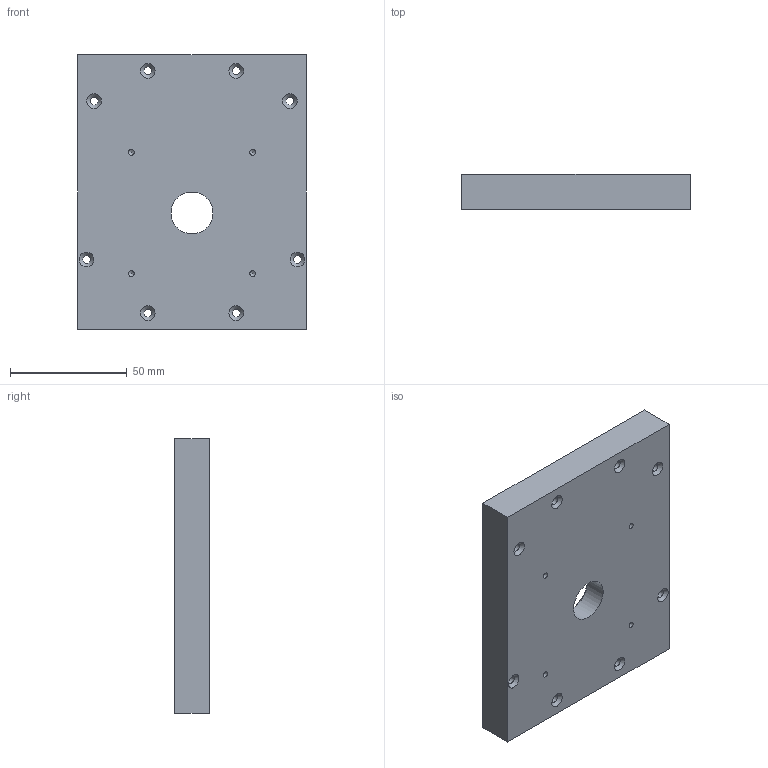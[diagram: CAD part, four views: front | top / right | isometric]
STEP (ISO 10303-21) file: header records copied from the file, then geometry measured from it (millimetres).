
FILE_DESCRIPTION(/* description */ (''),/* implementation_level */ '2;1');
FILE_NAME(/* name */ 'coque haute.stp',/* time_stamp */ '2018-07-11T17:26:16+02:00',/* author */ ('Piigle'),/* organization */ (''),/* preprocessor_version */ 'ST-DEVELOPER v16.5',/* originating_system */ 'Autodesk Inventor 2017',/* authorisation */ '');
FILE_SCHEMA (('AUTOMOTIVE_DESIGN { 1 0 10303 214 3 1 1 }'));
Length unit declared in the file: millimetre
Products named in the file (1): coque haute
Bounding box: 98 x 15 x 118 mm (x, y, z)
Volume: 144259.1 mm3; surface area: 32498.7 mm2
Topology: 1 solids, 1 shells, 63 faces, 169 edges, 108 vertices
Faces by surface type: cylinder 24, plane 24, cone 13, torus 2
Full cylindrical faces by diameter (mm): 2.459 x4, 3.4 x8, 18 x1, 80 x1
Entity records: 1902 total; most frequent: CARTESIAN_POINT 354, DIRECTION 324, ORIENTED_EDGE 276, EDGE_CURVE 138, AXIS2_PLACEMENT_3D 126, EDGE_LOOP 108, VERTEX_POINT 104, LINE 72
